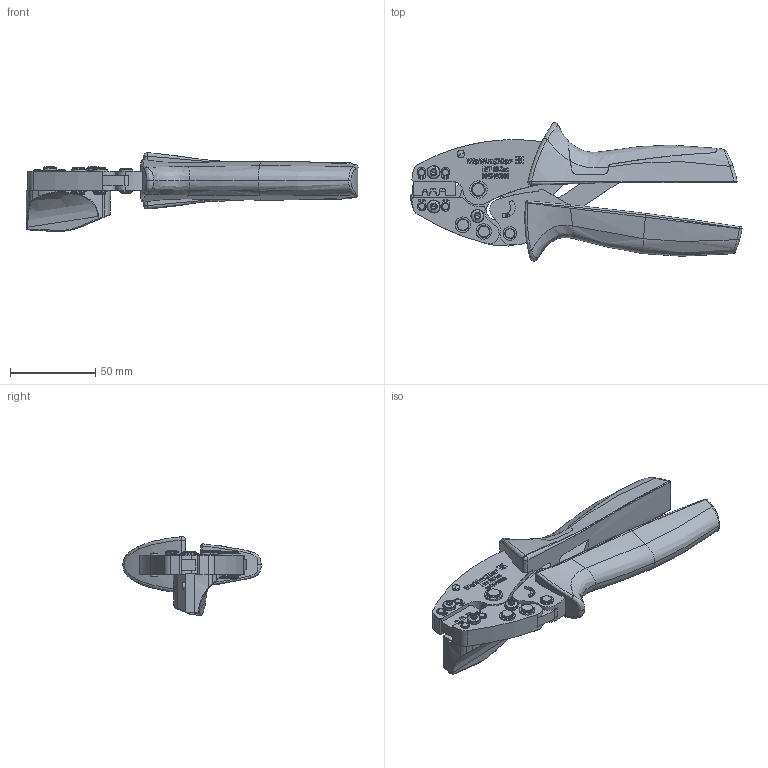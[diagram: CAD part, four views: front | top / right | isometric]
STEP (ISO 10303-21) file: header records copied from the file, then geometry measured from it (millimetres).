
FILE_DESCRIPTION(('CATIA V5 STEP Exchange','CAx-IF Rec.Pracs.--- Model Styling and Organization---1.5--- 2016-08-15','CAx-IF Rec.Pracs.---Supplemental Geometry---1.0---2011-11-01','CAx-IF Rec.Pracs.--- Composite Materials ---1.1---2010-07-15'),'2;1');
FILE_NAME ('033466-1_0', '2024-11-11T05:52:40+00:00', ('none'), ('Weidmueller'), 'CATIA Version 5-6 Release 2022 SP4 HF5', 'CATIA V5 STEP AP214 v3', 'none');
FILE_SCHEMA(('AUTOMOTIVE_DESIGN { 1 0 10303 214 1 1 1 1 }'));
Length unit declared in the file: millimetre
Products named in the file (1): 9017410000_HTF_28_ZERT_AllCATPart
Bounding box: 194.63 x 81.1 x 46.11 mm (x, y, z)
Volume: 155205.2 mm3; surface area: 35670.3 mm2
Topology: 1 solids, 1 shells, 1378 faces, 3865 edges, 2560 vertices
Faces by surface type: plane 552, extrusion 383, cylinder 224, bspline 141, cone 42, torus 26, sphere 10
Entity records: 56615 total; most frequent: CARTESIAN_POINT 23905, ORIENTED_EDGE 7702, DIRECTION 4048, EDGE_CURVE 3851, VERTEX_POINT 2560, VECTOR 2267, LINE 1884, B_SPLINE_CURVE_WITH_KNOTS 1663
